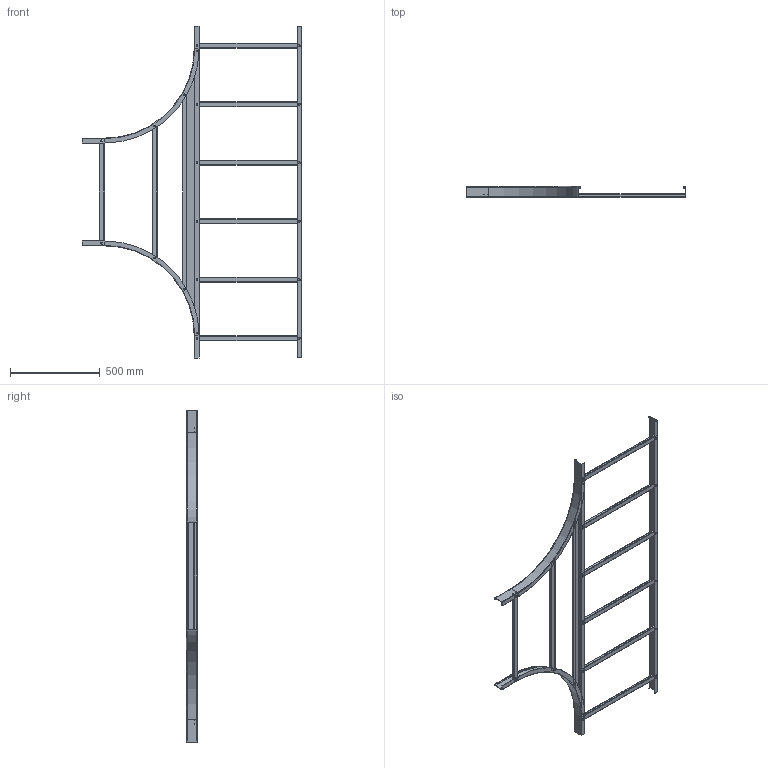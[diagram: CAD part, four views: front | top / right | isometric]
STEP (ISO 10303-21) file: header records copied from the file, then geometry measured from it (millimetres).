
FILE_DESCRIPTION (( 'STEP AP214' ), '1' );
FILE_NAME ('6219412.STEP', '2025-12-12T10:43:23', ( '' ), ( '' ), 'SwSTEP 2.0', 'SolidWorks 2024', '' );
FILE_SCHEMA (( 'AUTOMOTIVE_DESIGN' ));
Length unit declared in the file: millimetre
Products named in the file (9): 131572_060x1850 (B=600); 131591_60х27хR500 Right; 131571_L=595 (NB=600); 6219412; 131591_60x27xR500 Left; KTS 14.041-005_3.5mm; 131594_NB0600; 131595_NB0600; KTS 14.041-005_3.00mm
Assembly tree (32 placements, depth 2):
  6219412
    131572_060x1850 (B=600)
    131591_60x27xR500 Left
    131591_60х27хR500 Right
    131594_NB0600
    131571_L=595 (NB=600)  x7
    131595_NB0600
    KTS 14.041-005_3.00mm  x14
    KTS 14.041-005_3.5mm  x6
Bounding box: 1225 x 61.68 x 1850 mm (x, y, z)
Volume: 1373076.1 mm3; surface area: 1786811.1 mm2
Topology: 32 solids, 32 shells, 657 faces, 1439 edges, 838 vertices
Faces by surface type: plane 362, cylinder 159, torus 86, cone 40, bspline 10
Entity records: 7267 total; most frequent: CARTESIAN_POINT 1883, DIRECTION 1083, ORIENTED_EDGE 1010, EDGE_CURVE 505, LINE 361, AXIS2_PLACEMENT_3D 361, VECTOR 361, VERTEX_POINT 301
